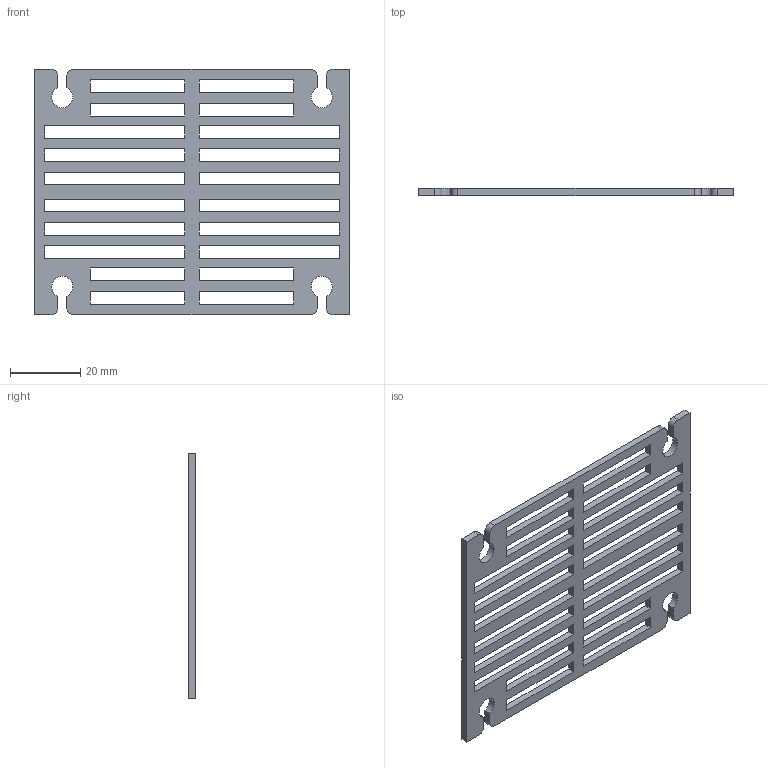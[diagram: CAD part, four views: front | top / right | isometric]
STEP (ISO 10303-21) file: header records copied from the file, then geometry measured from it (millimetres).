
FILE_DESCRIPTION (( 'STEP AP214' ), '1' );
FILE_NAME ('滄諷累 奻.STEP', '2023-07-05T14:57:37', ( '' ), ( '' ), 'SwSTEP 2.0', 'SolidWorks 2018', '' );
FILE_SCHEMA (( 'AUTOMOTIVE_DESIGN' ));
Length unit declared in the file: millimetre
Products named in the file (1): 滄諷累 奻
Bounding box: 90 x 2 x 70 mm (x, y, z)
Volume: 7154.3 mm3; surface area: 11052.4 mm2
Topology: 1 solids, 1 shells, 112 faces, 330 edges, 220 vertices
Faces by surface type: plane 98, cylinder 14
Entity records: 3796 total; most frequent: CARTESIAN_POINT 663, ORIENTED_EDGE 660, DIRECTION 584, EDGE_CURVE 330, LINE 302, VECTOR 302, VERTEX_POINT 220, EDGE_LOOP 152
